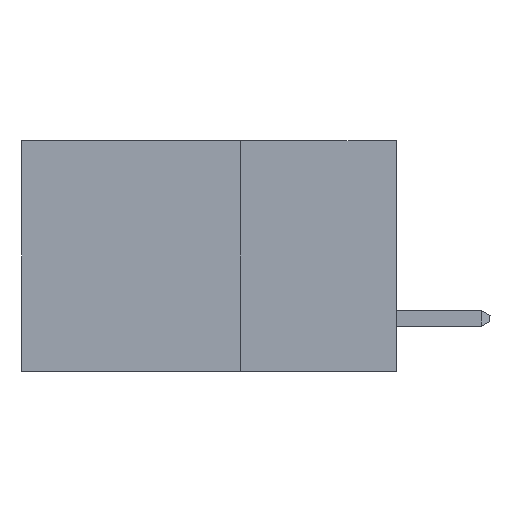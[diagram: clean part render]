
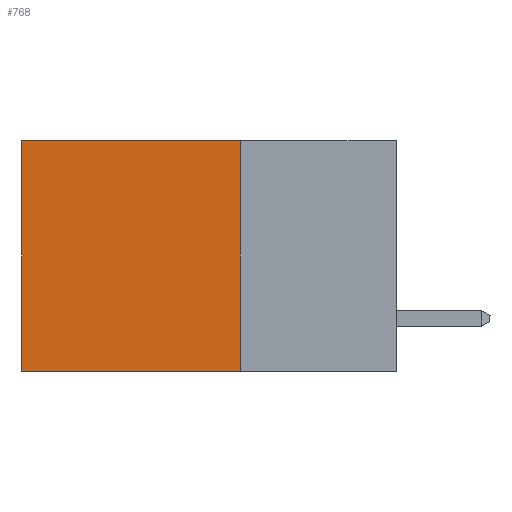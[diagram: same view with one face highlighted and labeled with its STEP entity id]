
A CAD part, left-side view. The second image highlights one B-rep face of the part: STEP entity #768.
In plain terms, the highlighted planar face has unit normal (-1, 0, 0).
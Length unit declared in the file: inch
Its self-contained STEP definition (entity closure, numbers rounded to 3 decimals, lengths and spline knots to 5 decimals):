
#168 = AXIS2_PLACEMENT_3D ( 'NONE', #7335, #407, #7455 ) ;
#407 = DIRECTION ( 'NONE',  ( 1., 0., 0. ) ) ;
#599 = DIRECTION ( 'NONE',  ( 0., 1., 0. ) ) ;
#768 = ADVANCED_FACE ( 'NONE', ( #6402 ), #6642, .F. ) ;
#785 = VERTEX_POINT ( 'NONE', #8081 ) ;
#1265 = DIRECTION ( 'NONE',  ( 0., 0., -1. ) ) ;
#1490 = EDGE_CURVE ( 'NONE', #785, #7025, #1765, .T. ) ;
#1765 = LINE ( 'NONE', #8478, #4651 ) ;
#1964 = ORIENTED_EDGE ( 'NONE', *, *, #1490, .F. ) ;
#2282 = LINE ( 'NONE', #7041, #7003 ) ;
#2307 = CARTESIAN_POINT ( 'NONE',  ( 0.298, 0.6, -0.37 ) ) ;
#2739 = EDGE_CURVE ( 'NONE', #3931, #8906, #2282, .T. ) ;
#3211 = ORIENTED_EDGE ( 'NONE', *, *, #2739, .T. ) ;
#3393 = CARTESIAN_POINT ( 'NONE',  ( 0.298, 0.25, 0. ) ) ;
#3449 = DIRECTION ( 'NONE',  ( 0., 1., 0. ) ) ;
#3573 = LINE ( 'NONE', #7691, #5943 ) ;
#3583 = LINE ( 'NONE', #3393, #8931 ) ;
#3931 = VERTEX_POINT ( 'NONE', #4423 ) ;
#4054 = ORIENTED_EDGE ( 'NONE', *, *, #6428, .F. ) ;
#4180 = ORIENTED_EDGE ( 'NONE', *, *, #5703, .T. ) ;
#4423 = CARTESIAN_POINT ( 'NONE',  ( 0.298, 0.6, 0. ) ) ;
#4651 = VECTOR ( 'NONE', #4938, 39.37008 ) ;
#4938 = DIRECTION ( 'NONE',  ( 0., 0., -1. ) ) ;
#5703 = EDGE_CURVE ( 'NONE', #785, #3931, #3583, .T. ) ;
#5943 = VECTOR ( 'NONE', #3449, 39.37008 ) ;
#5946 = CARTESIAN_POINT ( 'NONE',  ( 0.298, 0.25, -0.37 ) ) ;
#6402 = FACE_OUTER_BOUND ( 'NONE', #8356, .T. ) ;
#6428 = EDGE_CURVE ( 'NONE', #7025, #8906, #3573, .T. ) ;
#6642 = PLANE ( 'NONE',  #168 ) ;
#7003 = VECTOR ( 'NONE', #1265, 39.37008 ) ;
#7025 = VERTEX_POINT ( 'NONE', #5946 ) ;
#7041 = CARTESIAN_POINT ( 'NONE',  ( 0.298, 0.6, 0. ) ) ;
#7335 = CARTESIAN_POINT ( 'NONE',  ( 0.298, 0.25, 0. ) ) ;
#7455 = DIRECTION ( 'NONE',  ( 0., 0., -1. ) ) ;
#7691 = CARTESIAN_POINT ( 'NONE',  ( 0.298, 0.25, -0.37 ) ) ;
#8081 = CARTESIAN_POINT ( 'NONE',  ( 0.298, 0.25, 0. ) ) ;
#8356 = EDGE_LOOP ( 'NONE', ( #3211, #4054, #1964, #4180 ) ) ;
#8478 = CARTESIAN_POINT ( 'NONE',  ( 0.298, 0.25, 0. ) ) ;
#8906 = VERTEX_POINT ( 'NONE', #2307 ) ;
#8931 = VECTOR ( 'NONE', #599, 39.37008 ) ;
